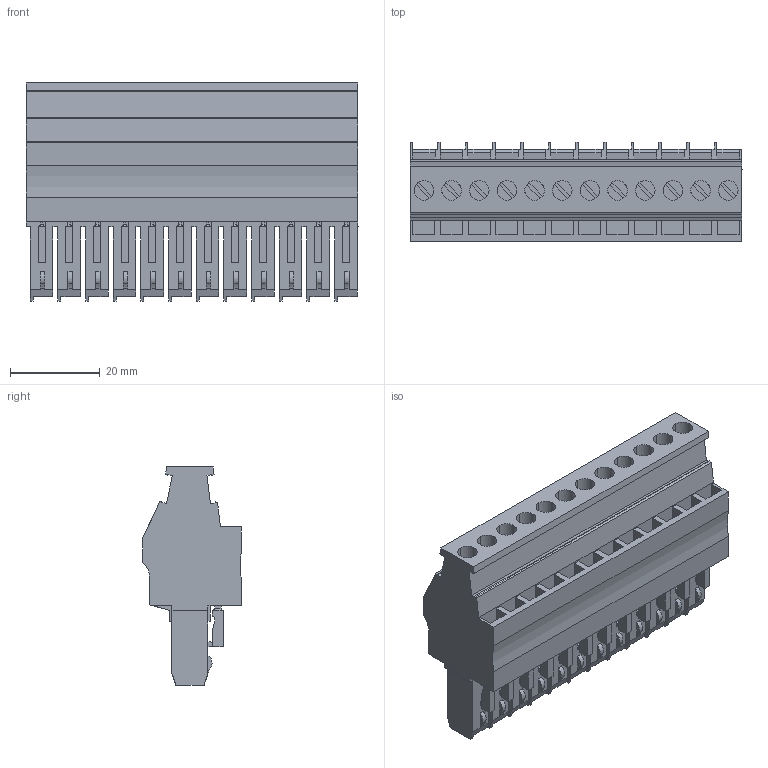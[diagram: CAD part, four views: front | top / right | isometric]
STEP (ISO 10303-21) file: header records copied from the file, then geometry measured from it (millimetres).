
FILE_DESCRIPTION(('Creo Elements/Direct Modeling STEP Export'),'2;1');
FILE_NAME('model.stp','2019-03-21T 0:32:59',(''),(''),'Creo Elements/Direct Modeling STEP processor for AP214 (Solid Model)','Creo Elements/Direct Modeling 20.1A 29-Sep-2018 (C) Parametric Technology GmbH','');
FILE_SCHEMA(('AUTOMOTIVE_DESIGN { 1 0 10303 214 1 1 1 1 }'));
Length unit declared in the file: millimetre
Products named in the file (2): UPBV_4_12-select
Assembly tree (1 placements, depth 2):
  UPBV_4_12-select
    UPBV_4_12-select
Bounding box: 73.8 x 22 x 48.48 mm (x, y, z)
Volume: 37789.5 mm3; surface area: 23754 mm2
Topology: 1 solids, 1 shells, 1733 faces, 4761 edges, 3078 vertices
Faces by surface type: plane 1216, cylinder 421, bspline 96
Entity records: 88246 total; most frequent: CARTESIAN_POINT 29708, ORIENTED_EDGE 9522, DIRECTION 8843, EDGE_CURVE 4761, VECTOR 3713, LINE 3713, VERTEX_POINT 3078, AXIS2_PLACEMENT_3D 2565
